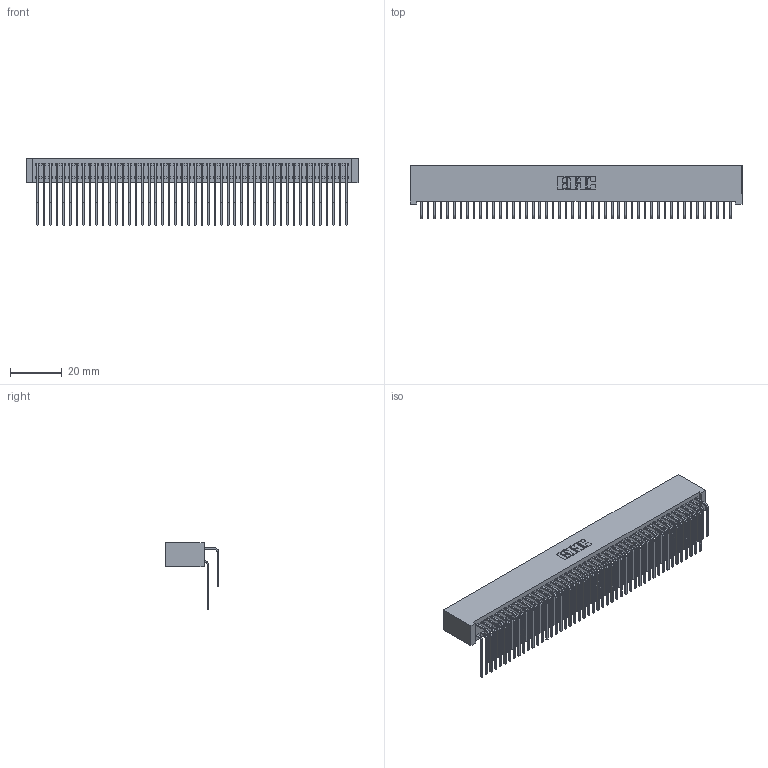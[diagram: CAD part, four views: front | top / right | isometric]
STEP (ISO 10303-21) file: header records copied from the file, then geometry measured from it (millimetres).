
FILE_DESCRIPTION (( 'STEP AP203' ), '1' );
FILE_NAME ('392-096-559-201.STEP', '2018-08-18T10:20:53', ( '' ), ( '' ), 'SwSTEP 2.0', 'SolidWorks 2016', '' );
FILE_SCHEMA (( 'CONFIG_CONTROL_DESIGN' ));
Length unit declared in the file: inch
Products named in the file (4): 342 Part_Lugless; 345-292-001_558 559 Tail - 1; 345-292-001_559 Tail - 2; 392-096-559-201
Assembly tree (97 placements, depth 2):
  392-096-559-201
    342 Part_Lugless
    345-292-001_558 559 Tail - 1  x48
    345-292-001_559 Tail - 2  x48
Bounding box: 128.17 x 20.64 x 25.78 mm (x, y, z)
Volume: 12537.6 mm3; surface area: 23507.4 mm2
Topology: 97 solids, 97 shells, 5286 faces, 15731 edges, 10358 vertices
Faces by surface type: plane 3710, cylinder 1576
Entity records: 31479 total; most frequent: CARTESIAN_POINT 5257, ORIENTED_EDGE 5142, DIRECTION 4455, EDGE_CURVE 2571, LINE 2411, VECTOR 2411, VERTEX_POINT 1710, AXIS2_PLACEMENT_3D 1022
